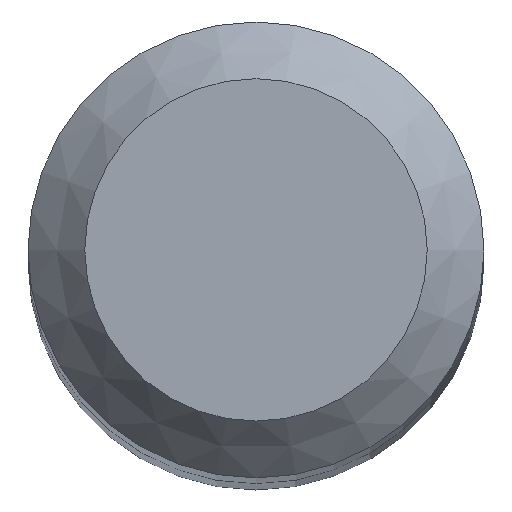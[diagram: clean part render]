
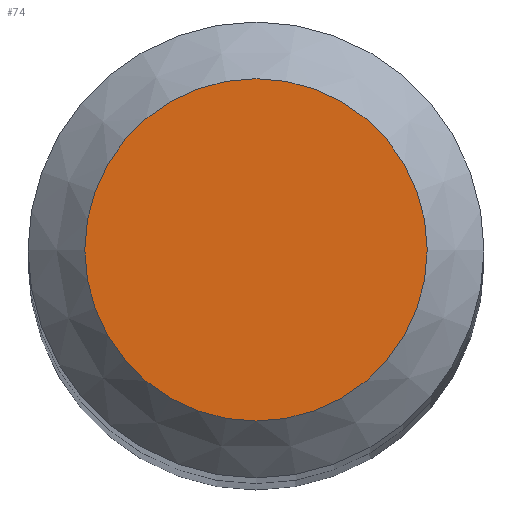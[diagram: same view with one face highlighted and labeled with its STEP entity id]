
A CAD part, top view. The second image highlights one B-rep face of the part: STEP entity #74.
In plain terms, the highlighted planar face has unit normal (0, 0, 1).
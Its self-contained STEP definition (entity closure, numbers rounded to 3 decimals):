
#74=ADVANCED_FACE('',(#89),#85,.T.);
#85=PLANE('',#213);
#89=FACE_OUTER_BOUND('',#97,.T.);
#97=EDGE_LOOP('',(#119));
#119=ORIENTED_EDGE('',*,*,#150,.F.);
#139=VERTEX_POINT('',#327);
#150=EDGE_CURVE('',#139,#139,#161,.T.);
#161=CIRCLE('',#212,2.29);
#212=AXIS2_PLACEMENT_3D('',#326,#250,#251);
#213=AXIS2_PLACEMENT_3D('',#328,#252,#253);
#250=DIRECTION('',(0.,0.,-1.));
#251=DIRECTION('',(1.,0.,0.));
#252=DIRECTION('',(0.,0.,1.));
#253=DIRECTION('',(-1.,0.,0.));
#326=CARTESIAN_POINT('',(0.,0.,0.));
#327=CARTESIAN_POINT('',(2.29,0.,0.));
#328=CARTESIAN_POINT('',(2.29,0.,0.));
